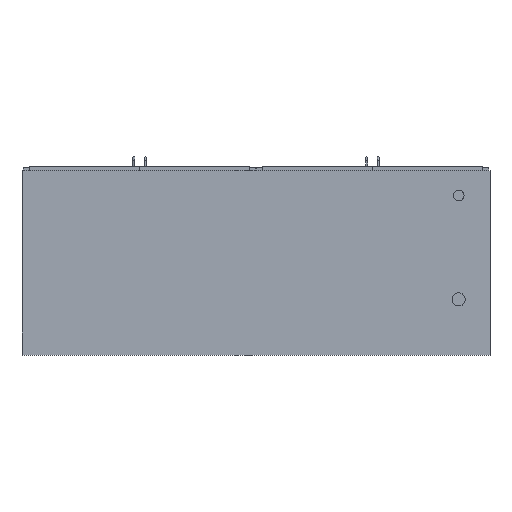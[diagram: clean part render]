
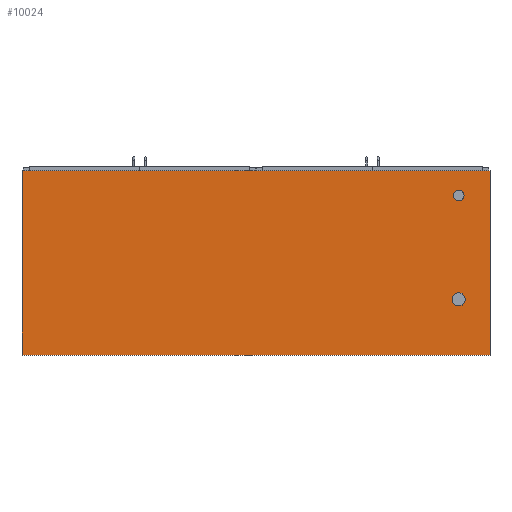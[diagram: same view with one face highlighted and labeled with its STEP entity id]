
A CAD part, front view. The second image highlights one B-rep face of the part: STEP entity #10024.
In plain terms, the highlighted planar face has unit normal (0, -1, 0).
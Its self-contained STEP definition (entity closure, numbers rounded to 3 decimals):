
#168=FACE_BOUND('',#1357,.T.);
#169=FACE_BOUND('',#1358,.T.);
#204=PLANE('',#10737);
#731=FACE_OUTER_BOUND('',#1356,.T.);
#1356=EDGE_LOOP('',(#7099,#7100,#7101,#7102));
#1357=EDGE_LOOP('',(#7103));
#1358=EDGE_LOOP('',(#7104));
#2009=LINE('',#14455,#3260);
#2011=LINE('',#14459,#3262);
#2013=LINE('',#14463,#3264);
#2015=LINE('',#14466,#3266);
#3260=VECTOR('',#11580,10.);
#3262=VECTOR('',#11584,10.);
#3264=VECTOR('',#11588,10.);
#3266=VECTOR('',#11592,10.);
#4493=CIRCLE('',#10721,20.);
#4495=CIRCLE('',#10725,25.);
#4659=VERTEX_POINT('',#14406);
#4661=VERTEX_POINT('',#14413);
#4674=VERTEX_POINT('',#14452);
#4675=VERTEX_POINT('',#14454);
#4676=VERTEX_POINT('',#14458);
#4677=VERTEX_POINT('',#14462);
#5610=EDGE_CURVE('',#4659,#4659,#4493,.T.);
#5613=EDGE_CURVE('',#4661,#4661,#4495,.T.);
#5631=EDGE_CURVE('',#4675,#4674,#2009,.T.);
#5633=EDGE_CURVE('',#4676,#4675,#2011,.T.);
#5635=EDGE_CURVE('',#4677,#4676,#2013,.T.);
#5637=EDGE_CURVE('',#4674,#4677,#2015,.T.);
#7099=ORIENTED_EDGE('',*,*,#5637,.T.);
#7100=ORIENTED_EDGE('',*,*,#5635,.T.);
#7101=ORIENTED_EDGE('',*,*,#5633,.T.);
#7102=ORIENTED_EDGE('',*,*,#5631,.T.);
#7103=ORIENTED_EDGE('',*,*,#5610,.T.);
#7104=ORIENTED_EDGE('',*,*,#5613,.T.);
#10024=ADVANCED_FACE('',(#731,#168,#169),#204,.T.);
#10721=AXIS2_PLACEMENT_3D('',#14408,#11536,#11537);
#10725=AXIS2_PLACEMENT_3D('',#14415,#11545,#11546);
#10737=AXIS2_PLACEMENT_3D('',#14467,#11593,#11594);
#11536=DIRECTION('center_axis',(0.,1.,0.));
#11537=DIRECTION('ref_axis',(1.,0.,0.));
#11545=DIRECTION('center_axis',(0.,1.,0.));
#11546=DIRECTION('ref_axis',(1.,0.,0.));
#11580=DIRECTION('',(-1.,0.,0.));
#11584=DIRECTION('',(0.,0.,1.));
#11588=DIRECTION('',(1.,0.,0.));
#11592=DIRECTION('',(0.,0.,-1.));
#11593=DIRECTION('center_axis',(0.,-1.,0.));
#11594=DIRECTION('ref_axis',(0.,0.,-1.));
#14406=CARTESIAN_POINT('',(744.5,-370.,254.5));
#14408=CARTESIAN_POINT('Origin',(764.5,-370.,254.5));
#14413=CARTESIAN_POINT('',(739.5,-370.,-137.5));
#14415=CARTESIAN_POINT('Origin',(764.5,-370.,-137.5));
#14452=CARTESIAN_POINT('',(-882.5,-370.,347.5));
#14454=CARTESIAN_POINT('',(882.5,-370.,347.5));
#14455=CARTESIAN_POINT('',(-882.5,-370.,347.5));
#14458=CARTESIAN_POINT('',(882.5,-370.,-347.5));
#14459=CARTESIAN_POINT('',(882.5,-370.,347.5));
#14462=CARTESIAN_POINT('',(-882.5,-370.,-347.5));
#14463=CARTESIAN_POINT('',(882.5,-370.,-347.5));
#14466=CARTESIAN_POINT('',(-882.5,-370.,-347.5));
#14467=CARTESIAN_POINT('Origin',(0.,-370.,0.));
